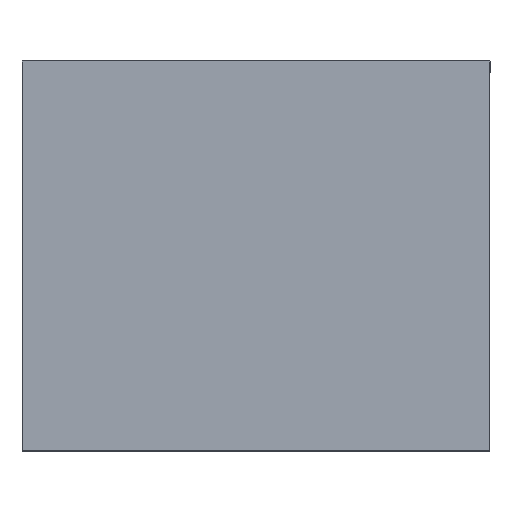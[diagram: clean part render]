
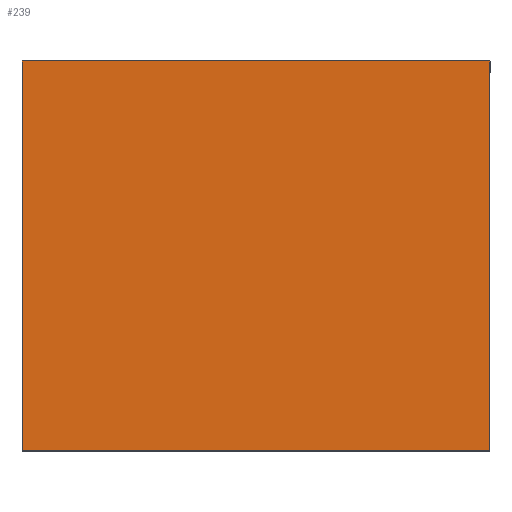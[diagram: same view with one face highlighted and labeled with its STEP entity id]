
A CAD part, left-side view. The second image highlights one B-rep face of the part: STEP entity #239.
In plain terms, the highlighted planar face has unit normal (-1, 0, 0).
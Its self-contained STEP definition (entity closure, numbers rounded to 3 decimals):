
#29=FACE_OUTER_BOUND('',#43,.T.);
#43=EDGE_LOOP('',(#197,#198,#199,#200));
#71=LINE('',#387,#101);
#72=LINE('',#390,#102);
#73=LINE('',#392,#103);
#74=LINE('',#393,#104);
#101=VECTOR('',#318,10.);
#102=VECTOR('',#321,10.);
#103=VECTOR('',#322,10.);
#104=VECTOR('',#323,10.);
#123=VERTEX_POINT('',#383);
#124=VERTEX_POINT('',#385);
#125=VERTEX_POINT('',#389);
#126=VERTEX_POINT('',#391);
#151=EDGE_CURVE('',#123,#124,#71,.T.);
#152=EDGE_CURVE('',#125,#123,#72,.T.);
#153=EDGE_CURVE('',#126,#124,#73,.T.);
#154=EDGE_CURVE('',#125,#126,#74,.T.);
#197=ORIENTED_EDGE('',*,*,#152,.T.);
#198=ORIENTED_EDGE('',*,*,#151,.T.);
#199=ORIENTED_EDGE('',*,*,#153,.F.);
#200=ORIENTED_EDGE('',*,*,#154,.F.);
#226=PLANE('',#267);
#239=ADVANCED_FACE('',(#29),#226,.T.);
#267=AXIS2_PLACEMENT_3D('',#388,#319,#320);
#318=DIRECTION('',(0.,1.,0.));
#319=DIRECTION('center_axis',(-1.,0.,0.));
#320=DIRECTION('ref_axis',(0.,0.,1.));
#321=DIRECTION('',(0.,0.,1.));
#322=DIRECTION('',(0.,0.,1.));
#323=DIRECTION('',(0.,1.,0.));
#383=CARTESIAN_POINT('',(0.,0.,50.));
#385=CARTESIAN_POINT('',(0.,60.,50.));
#387=CARTESIAN_POINT('',(0.,0.,50.));
#388=CARTESIAN_POINT('Origin',(0.,0.,0.));
#389=CARTESIAN_POINT('',(0.,0.,0.));
#390=CARTESIAN_POINT('',(0.,0.,0.));
#391=CARTESIAN_POINT('',(0.,60.,0.));
#392=CARTESIAN_POINT('',(0.,60.,0.));
#393=CARTESIAN_POINT('',(0.,0.,0.));
